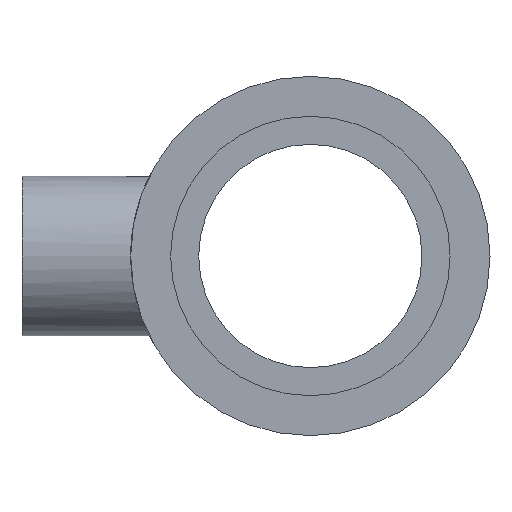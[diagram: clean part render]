
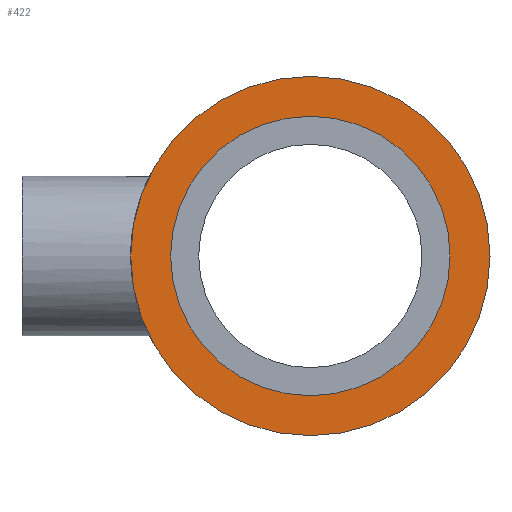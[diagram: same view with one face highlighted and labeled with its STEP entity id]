
A CAD part, left-side view. The second image highlights one B-rep face of the part: STEP entity #422.
In plain terms, the highlighted planar face has unit normal (-1, 0, 0).
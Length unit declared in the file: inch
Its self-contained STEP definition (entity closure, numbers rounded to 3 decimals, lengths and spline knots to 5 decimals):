
#25 = DIRECTION ( 'NONE',  ( 1., 0., 0. ) ) ;
#57 = PLANE ( 'NONE',  #486 ) ;
#68 = DIRECTION ( 'NONE',  ( 0., 0., -1. ) ) ;
#108 = EDGE_CURVE ( 'NONE', #184, #184, #152, .T. ) ;
#109 = CARTESIAN_POINT ( 'NONE',  ( -3.97638, 0., 0. ) ) ;
#152 = CIRCLE ( 'NONE', #382, 1.59449 ) ;
#162 = DIRECTION ( 'NONE',  ( 0., 0., -1. ) ) ;
#177 = ORIENTED_EDGE ( 'NONE', *, *, #511, .F. ) ;
#179 = CARTESIAN_POINT ( 'NONE',  ( -3.97638, 0., 0. ) ) ;
#184 = VERTEX_POINT ( 'NONE', #448 ) ;
#241 = FACE_OUTER_BOUND ( 'NONE', #263, .T. ) ;
#263 = EDGE_LOOP ( 'NONE', ( #307 ) ) ;
#301 = CARTESIAN_POINT ( 'NONE',  ( -3.97638, 0., 0. ) ) ;
#307 = ORIENTED_EDGE ( 'NONE', *, *, #108, .F. ) ;
#366 = CIRCLE ( 'NONE', #473, 1.24016 ) ;
#382 = AXIS2_PLACEMENT_3D ( 'NONE', #301, #425, #505 ) ;
#422 = ADVANCED_FACE ( 'NONE', ( #241, #528 ), #57, .F. ) ;
#425 = DIRECTION ( 'NONE',  ( 1., 0., 0. ) ) ;
#433 = VERTEX_POINT ( 'NONE', #509 ) ;
#434 = DIRECTION ( 'NONE',  ( -1., 0., 0. ) ) ;
#448 = CARTESIAN_POINT ( 'NONE',  ( -3.97638, 0., -1.59449 ) ) ;
#473 = AXIS2_PLACEMENT_3D ( 'NONE', #179, #434, #162 ) ;
#475 = EDGE_LOOP ( 'NONE', ( #177 ) ) ;
#486 = AXIS2_PLACEMENT_3D ( 'NONE', #109, #25, #68 ) ;
#505 = DIRECTION ( 'NONE',  ( 0., 0., -1. ) ) ;
#509 = CARTESIAN_POINT ( 'NONE',  ( -3.97638, 0., -1.24016 ) ) ;
#511 = EDGE_CURVE ( 'NONE', #433, #433, #366, .T. ) ;
#528 = FACE_BOUND ( 'NONE', #475, .T. ) ;
